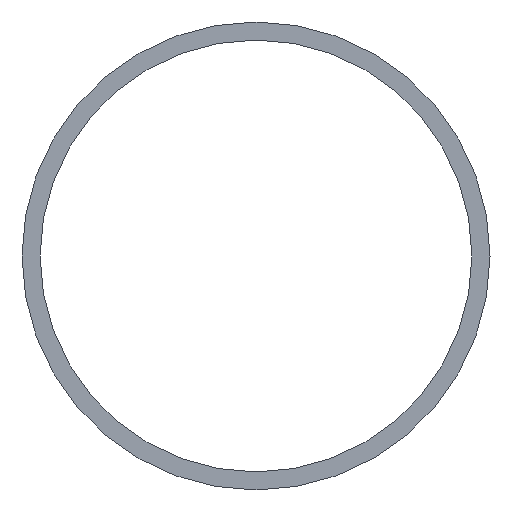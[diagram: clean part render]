
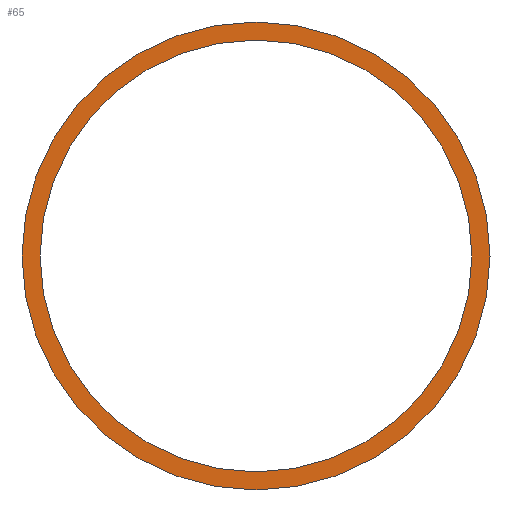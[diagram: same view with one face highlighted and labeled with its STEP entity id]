
A CAD part, left-side view. The second image highlights one B-rep face of the part: STEP entity #65.
In plain terms, the highlighted planar face has unit normal (-1, 0, 0).
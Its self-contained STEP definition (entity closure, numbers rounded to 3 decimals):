
#55 = EDGE_CURVE( '', #75, #73, #125, .T. );
#57 = VERTEX_POINT( '', #127 );
#65 = ADVANCED_FACE( '', ( #137, #138 ), #139, .F. );
#71 = EDGE_CURVE( '', #57, #89, #146, .T. );
#73 = VERTEX_POINT( '', #148 );
#75 = VERTEX_POINT( '', #150 );
#89 = VERTEX_POINT( '', #164 );
#99 = EDGE_CURVE( '', #73, #75, #177, .T. );
#103 = EDGE_CURVE( '', #89, #57, #181, .T. );
#125 = CIRCLE( '', #196, 37.5 );
#127 = CARTESIAN_POINT( '', ( 0., 0., 34.6 ) );
#137 = FACE_OUTER_BOUND( '', #209, .T. );
#138 = FACE_BOUND( '', #210, .T. );
#139 = PLANE( '', #211 );
#146 = CIRCLE( '', #219, 34.6 );
#148 = CARTESIAN_POINT( '', ( 0., 0., -37.5 ) );
#150 = CARTESIAN_POINT( '', ( 0., 0., 37.5 ) );
#164 = CARTESIAN_POINT( '', ( 0., 0., -34.6 ) );
#177 = CIRCLE( '', #258, 37.5 );
#181 = CIRCLE( '', #264, 34.6 );
#196 = AXIS2_PLACEMENT_3D( '', #267, #268, #269 );
#209 = EDGE_LOOP( '', ( #290, #291 ) );
#210 = EDGE_LOOP( '', ( #292, #293 ) );
#211 = AXIS2_PLACEMENT_3D( '', #294, #295, #296 );
#219 = AXIS2_PLACEMENT_3D( '', #305, #306, #307 );
#258 = AXIS2_PLACEMENT_3D( '', #334, #335, #336 );
#264 = AXIS2_PLACEMENT_3D( '', #340, #341, #342 );
#267 = CARTESIAN_POINT( '', ( 0., 0., 0. ) );
#268 = DIRECTION( '', ( 1., 0., 0. ) );
#269 = DIRECTION( '', ( 0., 0., -1. ) );
#290 = ORIENTED_EDGE( '', *, *, #99, .F. );
#291 = ORIENTED_EDGE( '', *, *, #55, .F. );
#292 = ORIENTED_EDGE( '', *, *, #103, .T. );
#293 = ORIENTED_EDGE( '', *, *, #71, .T. );
#294 = CARTESIAN_POINT( '', ( 0., 0., 0. ) );
#295 = DIRECTION( '', ( 1., 0., 0. ) );
#296 = DIRECTION( '', ( 0., 0., -1. ) );
#305 = CARTESIAN_POINT( '', ( 0., 0., 0. ) );
#306 = DIRECTION( '', ( 1., 0., 0. ) );
#307 = DIRECTION( '', ( 0., 0., -1. ) );
#334 = CARTESIAN_POINT( '', ( 0., 0., 0. ) );
#335 = DIRECTION( '', ( 1., 0., 0. ) );
#336 = DIRECTION( '', ( 0., 0., -1. ) );
#340 = CARTESIAN_POINT( '', ( 0., 0., 0. ) );
#341 = DIRECTION( '', ( 1., 0., 0. ) );
#342 = DIRECTION( '', ( 0., 0., -1. ) );
